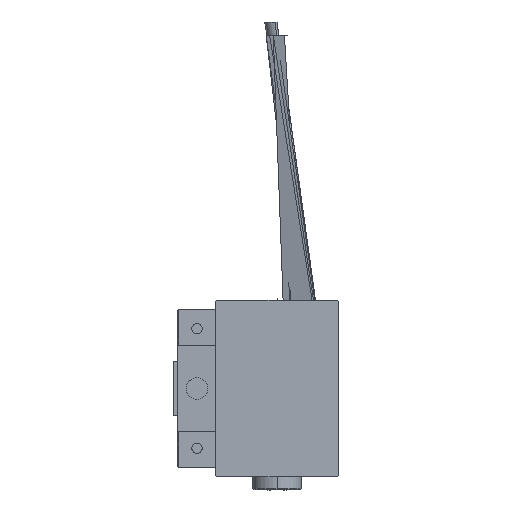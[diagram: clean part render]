
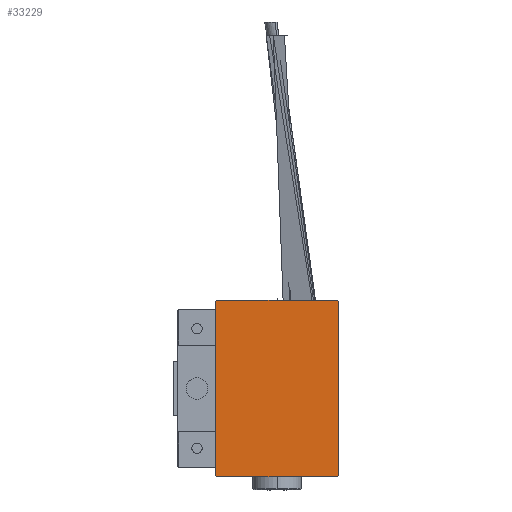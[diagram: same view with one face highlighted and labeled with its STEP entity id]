
A CAD part, left-side view. The second image highlights one B-rep face of the part: STEP entity #33229.
In plain terms, the highlighted face is planar.
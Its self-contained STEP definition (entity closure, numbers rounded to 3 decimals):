
#571 = DIRECTION ( 'NONE',  ( 0., -0.707, 0.707 ) ) ;
#713 = CARTESIAN_POINT ( 'NONE',  ( 130., 0., 0. ) ) ;
#1675 = VECTOR ( 'NONE', #49978, 1000. ) ;
#2134 = CARTESIAN_POINT ( 'NONE',  ( 130., -22.5, -32.5 ) ) ;
#2540 = CARTESIAN_POINT ( 'NONE',  ( 130., -27.35, 27.35 ) ) ;
#3328 = CARTESIAN_POINT ( 'NONE',  ( 130., 22.5, -32.2 ) ) ;
#3678 = EDGE_CURVE ( 'NONE', #22869, #26140, #20581, .T. ) ;
#4956 = EDGE_CURVE ( 'NONE', #38421, #44545, #13965, .T. ) ;
#6434 = LINE ( 'NONE', #2540, #26245 ) ;
#7373 = CARTESIAN_POINT ( 'NONE',  ( 130., -22.2, 32.5 ) ) ;
#8183 = LINE ( 'NONE', #24069, #26389 ) ;
#8199 = CARTESIAN_POINT ( 'NONE',  ( 130., 22.5, 32.2 ) ) ;
#8564 = VECTOR ( 'NONE', #26483, 1000. ) ;
#8756 = FACE_OUTER_BOUND ( 'NONE', #14247, .T. ) ;
#9046 = VECTOR ( 'NONE', #29690, 1000. ) ;
#9529 = EDGE_CURVE ( 'NONE', #26140, #38421, #6434, .T. ) ;
#10188 = VERTEX_POINT ( 'NONE', #35856 ) ;
#13286 = LINE ( 'NONE', #28390, #45455 ) ;
#13355 = EDGE_CURVE ( 'NONE', #17453, #42156, #8183, .T. ) ;
#13688 = ORIENTED_EDGE ( 'NONE', *, *, #20706, .T. ) ;
#13965 = LINE ( 'NONE', #29816, #38669 ) ;
#14146 = CARTESIAN_POINT ( 'NONE',  ( 130., -27.35, -27.35 ) ) ;
#14247 = EDGE_LOOP ( 'NONE', ( #23516, #17246, #44435, #13688, #28180, #25047, #37330, #25076 ) ) ;
#14514 = VECTOR ( 'NONE', #20063, 1000. ) ;
#15018 = DIRECTION ( 'NONE',  ( 0., -0.707, -0.707 ) ) ;
#16418 = CARTESIAN_POINT ( 'NONE',  ( 130., 22.5, 32.5 ) ) ;
#17246 = ORIENTED_EDGE ( 'NONE', *, *, #39815, .T. ) ;
#17453 = VERTEX_POINT ( 'NONE', #3328 ) ;
#20063 = DIRECTION ( 'NONE',  ( 0., -1., 0. ) ) ;
#20491 = DIRECTION ( 'NONE',  ( 0., 0., -1. ) ) ;
#20581 = LINE ( 'NONE', #16418, #14514 ) ;
#20706 = EDGE_CURVE ( 'NONE', #42156, #22869, #13286, .T. ) ;
#22869 = VERTEX_POINT ( 'NONE', #32156 ) ;
#23330 = CARTESIAN_POINT ( 'NONE',  ( 130., -22.5, -32.2 ) ) ;
#23516 = ORIENTED_EDGE ( 'NONE', *, *, #26271, .T. ) ;
#24069 = CARTESIAN_POINT ( 'NONE',  ( 130., 22.5, -32.5 ) ) ;
#25047 = ORIENTED_EDGE ( 'NONE', *, *, #9529, .T. ) ;
#25076 = ORIENTED_EDGE ( 'NONE', *, *, #25351, .T. ) ;
#25351 = EDGE_CURVE ( 'NONE', #44545, #10188, #41681, .T. ) ;
#25682 = DIRECTION ( 'NONE',  ( 0., 0., -1. ) ) ;
#26140 = VERTEX_POINT ( 'NONE', #7373 ) ;
#26245 = VECTOR ( 'NONE', #15018, 1000. ) ;
#26271 = EDGE_CURVE ( 'NONE', #10188, #50470, #34088, .T. ) ;
#26389 = VECTOR ( 'NONE', #51322, 1000. ) ;
#26483 = DIRECTION ( 'NONE',  ( 0., 0.707, 0.707 ) ) ;
#28180 = ORIENTED_EDGE ( 'NONE', *, *, #3678, .T. ) ;
#28390 = CARTESIAN_POINT ( 'NONE',  ( 130., 27.35, 27.35 ) ) ;
#29690 = DIRECTION ( 'NONE',  ( 0., 1., 0. ) ) ;
#29816 = CARTESIAN_POINT ( 'NONE',  ( 130., -22.5, 32.5 ) ) ;
#32156 = CARTESIAN_POINT ( 'NONE',  ( 130., 22.2, 32.5 ) ) ;
#33174 = PLANE ( 'NONE',  #50820 ) ;
#33229 = ADVANCED_FACE ( 'NONE', ( #8756 ), #33174, .T. ) ;
#34088 = LINE ( 'NONE', #2134, #9046 ) ;
#34511 = CARTESIAN_POINT ( 'NONE',  ( 130., 27.35, -27.35 ) ) ;
#35856 = CARTESIAN_POINT ( 'NONE',  ( 130., -22.2, -32.5 ) ) ;
#37330 = ORIENTED_EDGE ( 'NONE', *, *, #4956, .T. ) ;
#38421 = VERTEX_POINT ( 'NONE', #44567 ) ;
#38669 = VECTOR ( 'NONE', #25682, 1000. ) ;
#39815 = EDGE_CURVE ( 'NONE', #50470, #17453, #50868, .T. ) ;
#41406 = CARTESIAN_POINT ( 'NONE',  ( 130., 22.2, -32.5 ) ) ;
#41681 = LINE ( 'NONE', #14146, #1675 ) ;
#42156 = VERTEX_POINT ( 'NONE', #8199 ) ;
#44435 = ORIENTED_EDGE ( 'NONE', *, *, #13355, .T. ) ;
#44545 = VERTEX_POINT ( 'NONE', #23330 ) ;
#44567 = CARTESIAN_POINT ( 'NONE',  ( 130., -22.5, 32.2 ) ) ;
#45455 = VECTOR ( 'NONE', #571, 1000. ) ;
#48770 = DIRECTION ( 'NONE',  ( 1., 0., 0. ) ) ;
#49978 = DIRECTION ( 'NONE',  ( 0., 0.707, -0.707 ) ) ;
#50470 = VERTEX_POINT ( 'NONE', #41406 ) ;
#50820 = AXIS2_PLACEMENT_3D ( 'NONE', #713, #48770, #20491 ) ;
#50868 = LINE ( 'NONE', #34511, #8564 ) ;
#51322 = DIRECTION ( 'NONE',  ( 0., 0., 1. ) ) ;
